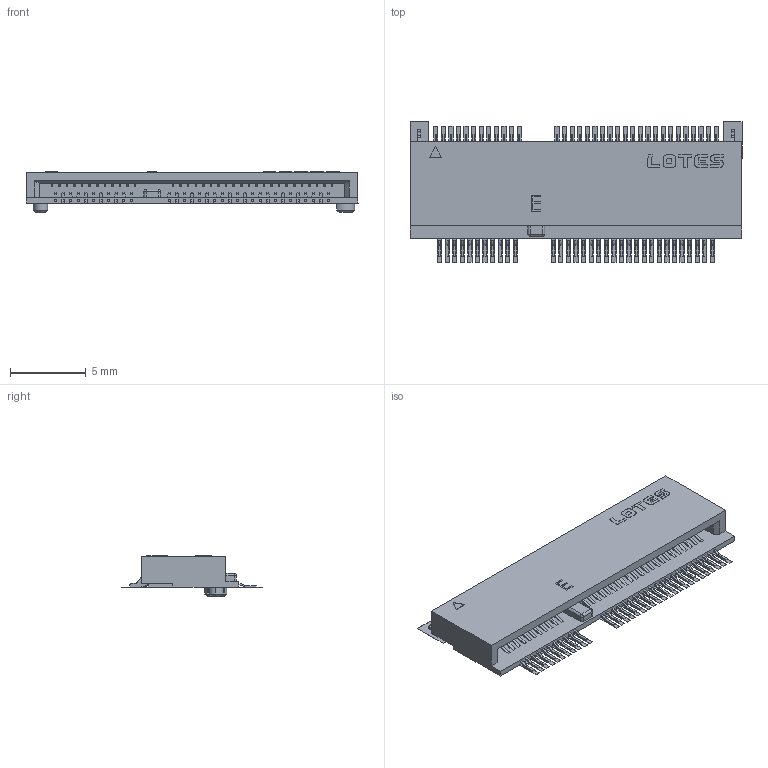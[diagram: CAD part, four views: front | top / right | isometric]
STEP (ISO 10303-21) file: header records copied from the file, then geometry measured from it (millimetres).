
FILE_DESCRIPTION(/* description */ (''),/* implementation_level */ '2;1');
FILE_NAME(/* name */ '080-1761-000_1.stp',/* time_stamp */ '2023-11-01T20:46:19+03:00',/* author */ (''),/* organization */ (''),/* preprocessor_version */ 'ST-DEVELOPER v16.7',/* originating_system */ 'SIEMENS PLM Software NX 12.0',/* authorisation */ '');
FILE_SCHEMA (('AUTOMOTIVE_DESIGN { 1 0 10303 214 3 1 1 1 }'));
Products named in the file (1): 080-1761-000_1
Bounding box: 21.9 x 9.26 x 2.67 mm (x, y, z)
Volume: 212.2 mm3; surface area: 630.3 mm2
Topology: 1 solids, 3 shells, 2068 faces, 5779 edges, 3760 vertices
Faces by surface type: plane 1387, cylinder 610, bspline 66, cone 3, sphere 2
Entity records: 69805 total; most frequent: CARTESIAN_POINT 13836, ORIENTED_EDGE 11554, DIRECTION 10742, EDGE_CURVE 5777, LINE 4546, VECTOR 4546, VERTEX_POINT 3760, AXIS2_PLACEMENT_3D 3098
